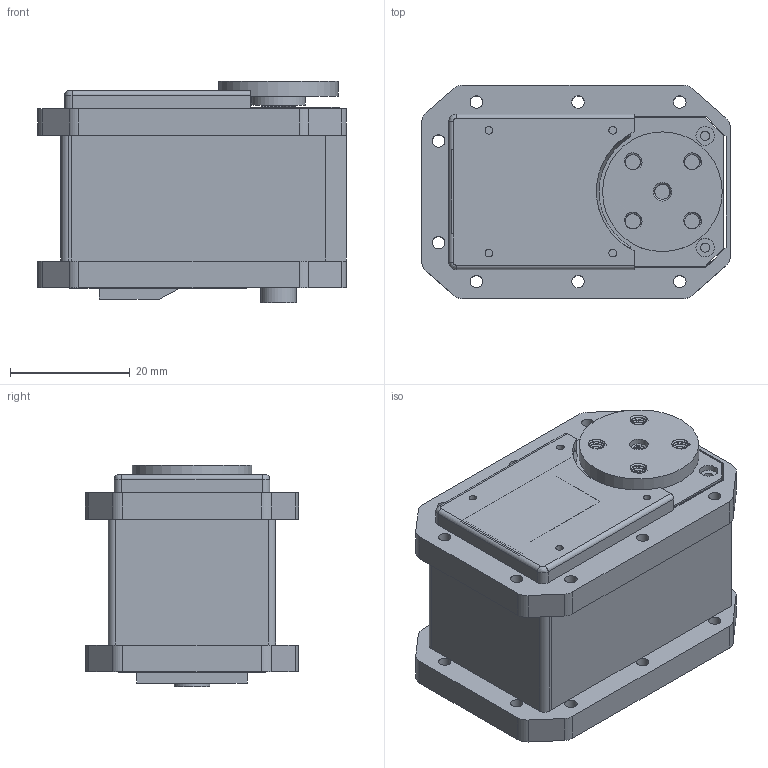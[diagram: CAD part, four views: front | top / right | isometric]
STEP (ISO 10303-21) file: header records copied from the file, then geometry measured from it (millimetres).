
FILE_DESCRIPTION(/* description */ (''),/* implementation_level */ '2;1');
FILE_NAME(/* name */ 'servo-motor_sts3215 v2.step',/* time_stamp */ '2025-12-22T13:28:11+01:00',/* author */ (''),/* organization */ (''),/* preprocessor_version */ 'ST-DEVELOPER v20.1',/* originating_system */ 'Autodesk Translation Framework v14.21.0.0',/* authorisation */ '');
FILE_SCHEMA (('AUTOMOTIVE_DESIGN { 1 0 10303 214 3 1 1 }'));
Products named in the file (1): STS3215_03a
Bounding box: 51.61 x 35.61 x 37 mm (x, y, z)
Volume: 43735.3 mm3; surface area: 20005.5 mm2
Topology: 1 solids, 27 shells, 606 faces, 1641 edges, 1109 vertices
Faces by surface type: plane 320, cylinder 239, cone 33, bspline 12, torus 2
Full cylindrical faces by diameter (mm): 1.271 x4, 1.5 x10, 2.075 x16, 2.5 x1, 2.529 x24, 3.086 x24, 3.1 x3, 3.5 x2, 6 x1, 9 x1, 10 x2, 20 x1
Entity records: 42284 total; most frequent: CARTESIAN_POINT 27135, ORIENTED_EDGE 3282, DIRECTION 2971, EDGE_CURVE 1641, VERTEX_POINT 1109, AXIS2_PLACEMENT_3D 1050, LINE 871, VECTOR 871
